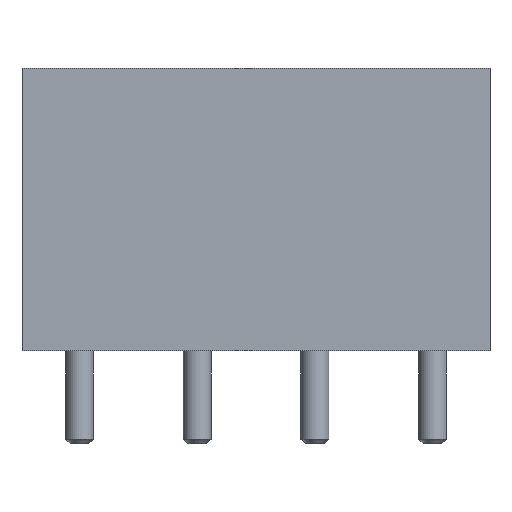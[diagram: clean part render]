
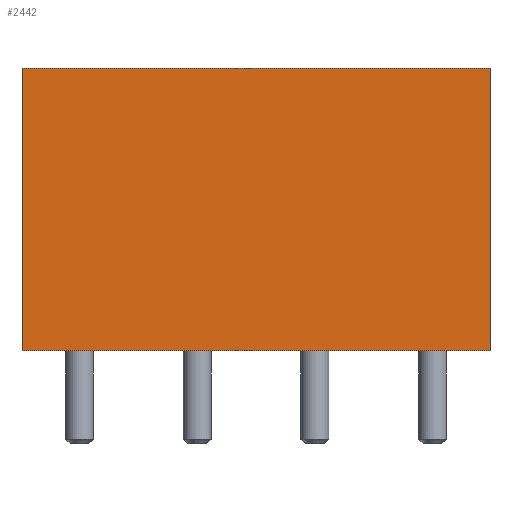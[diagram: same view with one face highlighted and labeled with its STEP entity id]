
A CAD part, front view. The second image highlights one B-rep face of the part: STEP entity #2442.
In plain terms, the highlighted planar face has unit normal (0, -1, 0).
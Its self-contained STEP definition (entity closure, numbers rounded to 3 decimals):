
#35 = ORIENTED_EDGE ( 'NONE', *, *, #3295, .T. ) ;
#60 = CARTESIAN_POINT ( 'NONE',  ( 0., 0., 12.2 ) ) ;
#127 = CARTESIAN_POINT ( 'NONE',  ( 0., 0., 0. ) ) ;
#221 = CARTESIAN_POINT ( 'NONE',  ( 20.2, 0., 0. ) ) ;
#247 = CARTESIAN_POINT ( 'NONE',  ( 20.2, 0., 12.2 ) ) ;
#480 = VERTEX_POINT ( 'NONE', #221 ) ;
#489 = CARTESIAN_POINT ( 'NONE',  ( 0., 0., 12.2 ) ) ;
#507 = EDGE_CURVE ( 'NONE', #664, #480, #2465, .T. ) ;
#605 = EDGE_LOOP ( 'NONE', ( #3024, #2997, #2623, #35 ) ) ;
#664 = VERTEX_POINT ( 'NONE', #2688 ) ;
#719 = PLANE ( 'NONE',  #2846 ) ;
#789 = CARTESIAN_POINT ( 'NONE',  ( 0., 0., 0. ) ) ;
#813 = LINE ( 'NONE', #60, #1779 ) ;
#932 = VECTOR ( 'NONE', #3016, 1000. ) ;
#977 = VECTOR ( 'NONE', #2872, 1000. ) ;
#1165 = LINE ( 'NONE', #127, #1691 ) ;
#1429 = LINE ( 'NONE', #2361, #977 ) ;
#1501 = VERTEX_POINT ( 'NONE', #789 ) ;
#1582 = DIRECTION ( 'NONE',  ( 1., 0., 0. ) ) ;
#1691 = VECTOR ( 'NONE', #3213, 1000. ) ;
#1732 = EDGE_CURVE ( 'NONE', #2784, #664, #813, .T. ) ;
#1779 = VECTOR ( 'NONE', #1582, 1000. ) ;
#2008 = DIRECTION ( 'NONE',  ( 0., 0., 1. ) ) ;
#2227 = FACE_OUTER_BOUND ( 'NONE', #605, .T. ) ;
#2361 = CARTESIAN_POINT ( 'NONE',  ( 0., 0., 12.2 ) ) ;
#2442 = ADVANCED_FACE ( 'NONE', ( #2227 ), #719, .F. ) ;
#2448 = CARTESIAN_POINT ( 'NONE',  ( 0., 0., 12.2 ) ) ;
#2465 = LINE ( 'NONE', #247, #932 ) ;
#2623 = ORIENTED_EDGE ( 'NONE', *, *, #1732, .F. ) ;
#2688 = CARTESIAN_POINT ( 'NONE',  ( 20.2, 0., 12.2 ) ) ;
#2705 = EDGE_CURVE ( 'NONE', #1501, #480, #1165, .T. ) ;
#2732 = DIRECTION ( 'NONE',  ( 0., 1., 0. ) ) ;
#2784 = VERTEX_POINT ( 'NONE', #2448 ) ;
#2846 = AXIS2_PLACEMENT_3D ( 'NONE', #489, #2732, #2008 ) ;
#2872 = DIRECTION ( 'NONE',  ( 0., 0., -1. ) ) ;
#2997 = ORIENTED_EDGE ( 'NONE', *, *, #507, .F. ) ;
#3016 = DIRECTION ( 'NONE',  ( 0., 0., -1. ) ) ;
#3024 = ORIENTED_EDGE ( 'NONE', *, *, #2705, .T. ) ;
#3213 = DIRECTION ( 'NONE',  ( 1., 0., 0. ) ) ;
#3295 = EDGE_CURVE ( 'NONE', #2784, #1501, #1429, .T. ) ;
